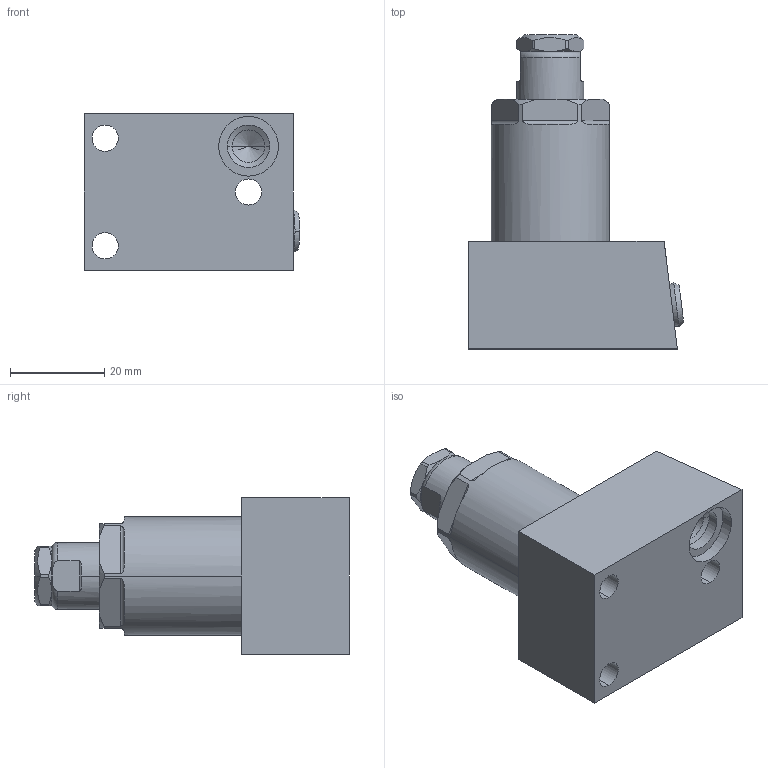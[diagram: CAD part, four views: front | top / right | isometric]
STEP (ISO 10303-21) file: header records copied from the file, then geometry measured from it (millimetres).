
FILE_DESCRIPTION((''),'2;1');
FILE_NAME('ILC10080610','2020-03-20T',('Mjust'),(''),'PRO/ENGINEER BY PARAMETRIC TECHNOLOGY CORPORATION, 2017170','PRO/ENGINEER BY PARAMETRIC TECHNOLOGY CORPORATION, 2017170','');
FILE_SCHEMA(('AUTOMOTIVE_DESIGN { 1 0 10303 214 1 1 1 1 }'));
Length unit declared in the file: inch
Products named in the file (1): ILC10080610
Bounding box: 45.82 x 66.8 x 33.35 mm (x, y, z)
Volume: 46472.8 mm3; surface area: 11817.7 mm2
Topology: 1 solids, 5 shells, 130 faces, 320 edges, 204 vertices
Faces by surface type: plane 49, cylinder 45, cone 32, torus 4
Entity records: 4227 total; most frequent: CARTESIAN_POINT 1086, DIRECTION 660, ORIENTED_EDGE 624, EDGE_CURVE 316, AXIS2_PLACEMENT_3D 263, VERTEX_POINT 204, EDGE_LOOP 148, VECTOR 134
